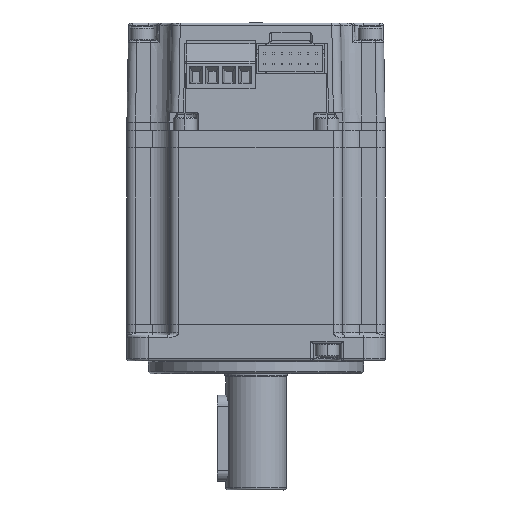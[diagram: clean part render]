
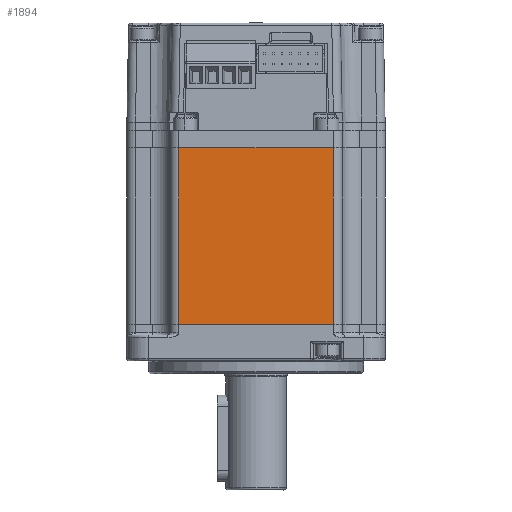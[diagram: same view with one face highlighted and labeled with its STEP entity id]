
A CAD part, left-side view. The second image highlights one B-rep face of the part: STEP entity #1894.
In plain terms, the highlighted planar face has unit normal (-1, 0, 0).
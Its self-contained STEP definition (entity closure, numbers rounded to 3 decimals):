
#360=DIRECTION('',(0.,-1.,0.));
#361=VECTOR('',#360,36.);
#362=CARTESIAN_POINT('',(-30.,18.,-20.5));
#363=LINE('',#362,#361);
#515=DIRECTION('',(0.,0.,-1.));
#516=VECTOR('',#515,41.);
#517=CARTESIAN_POINT('',(-30.,18.,20.5));
#518=LINE('',#517,#516);
#519=DIRECTION('',(0.,-1.,0.));
#520=VECTOR('',#519,36.);
#521=CARTESIAN_POINT('',(-30.,18.,20.5));
#522=LINE('',#521,#520);
#523=DIRECTION('',(0.,0.,1.));
#524=VECTOR('',#523,41.);
#525=CARTESIAN_POINT('',(-30.,-18.,-20.5));
#526=LINE('',#525,#524);
#959=CARTESIAN_POINT('',(-30.,-18.,20.5));
#960=VERTEX_POINT('',#959);
#961=CARTESIAN_POINT('',(-30.,18.,20.5));
#962=VERTEX_POINT('',#961);
#1023=CARTESIAN_POINT('',(-30.,18.,-20.5));
#1024=VERTEX_POINT('',#1023);
#1025=CARTESIAN_POINT('',(-30.,-18.,-20.5));
#1026=VERTEX_POINT('',#1025);
#1882=CARTESIAN_POINT('',(-30.,0.,20.5));
#1883=DIRECTION('',(-1.,0.,0.));
#1884=DIRECTION('',(0.,-1.,0.));
#1885=AXIS2_PLACEMENT_3D('',#1882,#1883,#1884);
#1886=PLANE('',#1885);
#1887=ORIENTED_EDGE('',*,*,#1552,.T.);
#1889=ORIENTED_EDGE('',*,*,#1888,.F.);
#1890=ORIENTED_EDGE('',*,*,#1688,.F.);
#1891=ORIENTED_EDGE('',*,*,#1870,.F.);
#1892=EDGE_LOOP('',(#1887,#1889,#1890,#1891));
#1893=FACE_OUTER_BOUND('',#1892,.F.);
#1894=ADVANCED_FACE('',(#1893),#1886,.T.);
#1552=EDGE_CURVE('',#962,#960,#522,.T.);
#1688=EDGE_CURVE('',#1024,#1026,#363,.T.);
#1870=EDGE_CURVE('',#962,#1024,#518,.T.);
#1888=EDGE_CURVE('',#1026,#960,#526,.T.);
